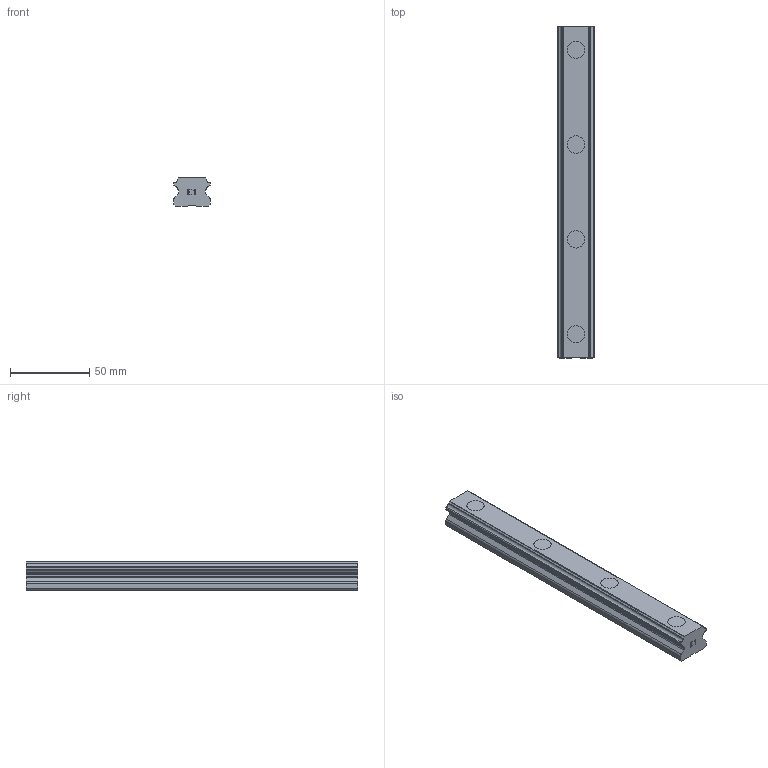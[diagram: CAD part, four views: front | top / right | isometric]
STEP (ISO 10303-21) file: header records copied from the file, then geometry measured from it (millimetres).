
FILE_DESCRIPTION(('STEP AP214'),'1');
FILE_NAME('cctmp_3759BA46-DE96-40B0-9260-BCBA22E9C7D4_2021_02_09_14_26_14_0127..stp','2021-02-09T13:26:14',('HIWIN GmbH'),('CADClick - www.CADClick.com'),'Spatial InterOp 3D',' ','unknown authorization');
FILE_SCHEMA(('AUTOMOTIVE_DESIGN'));
Length unit declared in the file: millimetre
Products named in the file (1): EGR25R210C_FILE
Bounding box: 23 x 210 x 18 mm (x, y, z)
Volume: 71677.7 mm3; surface area: 20478.8 mm2
Topology: 1 solids, 1 shells, 153 faces, 417 edges, 278 vertices
Faces by surface type: plane 109, cylinder 44
Entity records: 6099 total; most frequent: CARTESIAN_POINT 849, DIRECTION 845, ORIENTED_EDGE 834, EDGE_CURVE 417, LINE 297, VECTOR 297, VERTEX_POINT 278, AXIS2_PLACEMENT_3D 274
